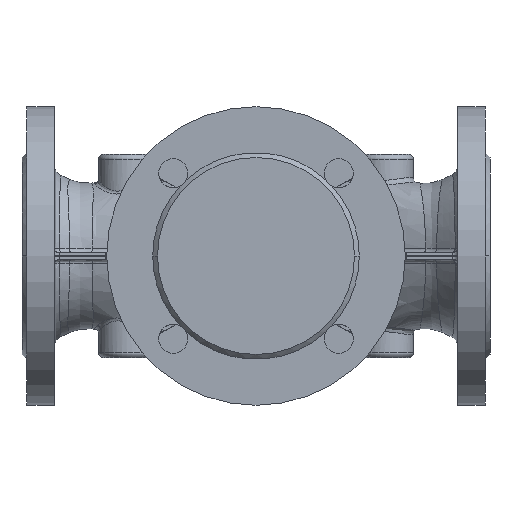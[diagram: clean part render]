
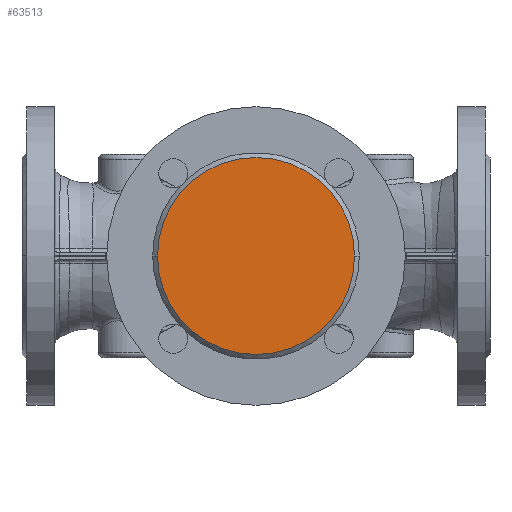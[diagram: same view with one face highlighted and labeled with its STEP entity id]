
A CAD part, front view. The second image highlights one B-rep face of the part: STEP entity #63513.
In plain terms, the highlighted planar face has unit normal (0, -1, 0).
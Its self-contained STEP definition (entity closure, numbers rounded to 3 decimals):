
#6246 = EDGE_CURVE ( 'NONE', #66673, #31810, #132017, .T. ) ;
#7933 = CIRCLE ( 'NONE', #176307, 61. ) ;
#31810 = VERTEX_POINT ( 'NONE', #94680 ) ;
#33025 = PLANE ( 'NONE',  #76521 ) ;
#34727 = CARTESIAN_POINT ( 'NONE',  ( 0., -169., 0. ) ) ;
#45328 = EDGE_LOOP ( 'NONE', ( #147554, #142559 ) ) ;
#49018 = DIRECTION ( 'NONE',  ( -1., 0., 0. ) ) ;
#53313 = EDGE_CURVE ( 'NONE', #31810, #66673, #7933, .T. ) ;
#61926 = DIRECTION ( 'NONE',  ( 0., 1., 0. ) ) ;
#62816 = DIRECTION ( 'NONE',  ( 0., 1., 0. ) ) ;
#63513 = ADVANCED_FACE ( 'NONE', ( #138411 ), #33025, .F. ) ;
#66673 = VERTEX_POINT ( 'NONE', #99835 ) ;
#76521 = AXIS2_PLACEMENT_3D ( 'NONE', #133731, #62816, #162341 ) ;
#94680 = CARTESIAN_POINT ( 'NONE',  ( -61., -169., 0. ) ) ;
#99835 = CARTESIAN_POINT ( 'NONE',  ( 61., -169., 0. ) ) ;
#101864 = AXIS2_PLACEMENT_3D ( 'NONE', #147159, #61926, #161450 ) ;
#132017 = CIRCLE ( 'NONE', #101864, 61. ) ;
#133731 = CARTESIAN_POINT ( 'NONE',  ( 0., -169., 32.5 ) ) ;
#134208 = DIRECTION ( 'NONE',  ( 0., 1., 0. ) ) ;
#138411 = FACE_OUTER_BOUND ( 'NONE', #45328, .T. ) ;
#142559 = ORIENTED_EDGE ( 'NONE', *, *, #6246, .F. ) ;
#147159 = CARTESIAN_POINT ( 'NONE',  ( 0., -169., 0. ) ) ;
#147554 = ORIENTED_EDGE ( 'NONE', *, *, #53313, .F. ) ;
#161450 = DIRECTION ( 'NONE',  ( -1., 0., 0. ) ) ;
#162341 = DIRECTION ( 'NONE',  ( -1., 0., 0. ) ) ;
#176307 = AXIS2_PLACEMENT_3D ( 'NONE', #34727, #134208, #49018 ) ;
